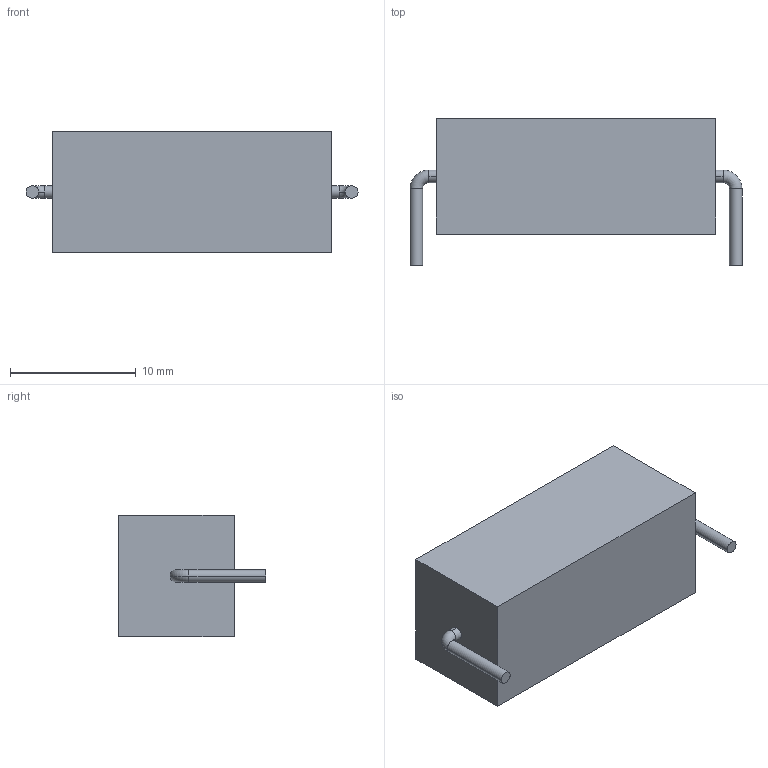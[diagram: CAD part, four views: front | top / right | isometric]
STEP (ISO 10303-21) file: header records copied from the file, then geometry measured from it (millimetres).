
FILE_DESCRIPTION (( 'STEP AP214' ), '1' );
FILE_NAME ('User Library-5W Resistor.STEP', '2012-04-05T02:15:44', ( 'sysAdmin' ), ( 'SolidWorks' ), 'SwSTEP 2.0', 'SolidWorks 2012', '' );
FILE_SCHEMA (( 'AUTOMOTIVE_DESIGN' ));
Length unit declared in the file: millimetre
Products named in the file (1): User Library-5W Resistor
Bounding box: 26.4 x 11.71 x 9.7 mm (x, y, z)
Volume: 1994.5 mm3; surface area: 1070.6 mm2
Topology: 1 solids, 1 shells, 110 faces, 293 edges, 194 vertices
Faces by surface type: plane 58, bspline 40, cylinder 8, torus 4
Entity records: 6440 total; most frequent: CARTESIAN_POINT 2782, ORIENTED_EDGE 586, DIRECTION 379, EDGE_CURVE 293, VERTEX_POINT 194, LINE 189, VECTOR 189, EDGE_LOOP 119
